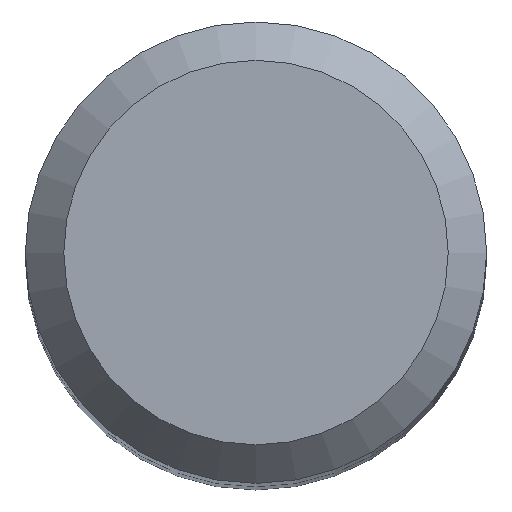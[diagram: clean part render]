
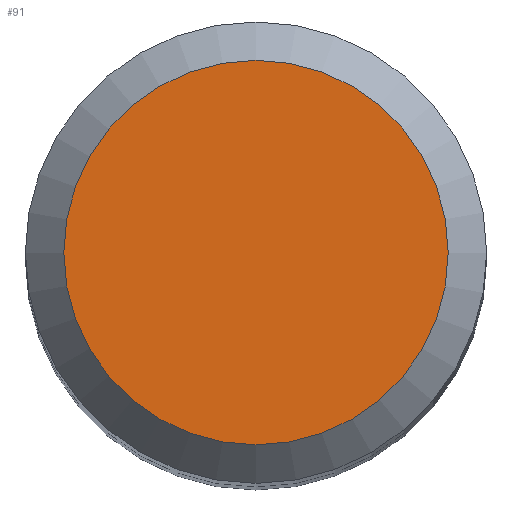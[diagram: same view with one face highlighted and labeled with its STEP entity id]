
A CAD part, top view. The second image highlights one B-rep face of the part: STEP entity #91.
In plain terms, the highlighted planar face has unit normal (0, 0, 1).
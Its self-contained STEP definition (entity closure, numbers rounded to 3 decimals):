
#4 = CARTESIAN_POINT ( 'NONE',  ( 0., 0., 102. ) ) ;
#15 = FACE_OUTER_BOUND ( 'NONE', #167, .T. ) ;
#39 = CIRCLE ( 'NONE', #163, 5. ) ;
#53 = EDGE_CURVE ( 'NONE', #173, #173, #39, .T. ) ;
#60 = PLANE ( 'NONE',  #128 ) ;
#62 = DIRECTION ( 'NONE',  ( 0., 1., 0. ) ) ;
#69 = DIRECTION ( 'NONE',  ( 0., 0., -1. ) ) ;
#91 = ADVANCED_FACE ( 'NONE', ( #15 ), #60, .F. ) ;
#103 = DIRECTION ( 'NONE',  ( 0., 0., -1. ) ) ;
#121 = CARTESIAN_POINT ( 'NONE',  ( 0., 5., 102. ) ) ;
#128 = AXIS2_PLACEMENT_3D ( 'NONE', #189, #103, #62 ) ;
#149 = ORIENTED_EDGE ( 'NONE', *, *, #53, .F. ) ;
#163 = AXIS2_PLACEMENT_3D ( 'NONE', #4, #69, #184 ) ;
#167 = EDGE_LOOP ( 'NONE', ( #149 ) ) ;
#173 = VERTEX_POINT ( 'NONE', #121 ) ;
#184 = DIRECTION ( 'NONE',  ( 0., 1., 0. ) ) ;
#189 = CARTESIAN_POINT ( 'NONE',  ( 0., 0., 102. ) ) ;
